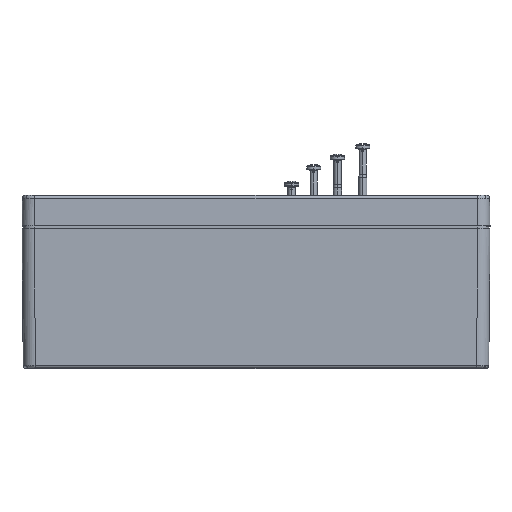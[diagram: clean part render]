
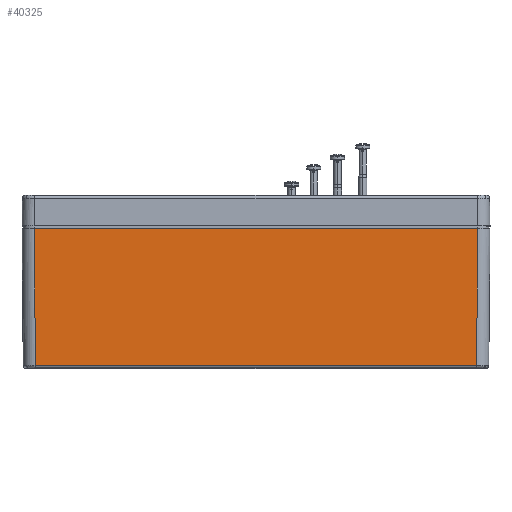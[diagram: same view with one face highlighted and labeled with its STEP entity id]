
A CAD part, top view. The second image highlights one B-rep face of the part: STEP entity #40325.
In plain terms, the highlighted planar face has unit normal (0, -0.008, 1).
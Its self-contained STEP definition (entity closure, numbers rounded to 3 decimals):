
#5984 = VERTEX_POINT ( 'NONE', #36441 ) ;
#12248 = CARTESIAN_POINT ( 'NONE',  ( 108.975, -3., 39.975 ) ) ;
#12249 = DIRECTION ( 'NONE',  ( 1., 0., 0. ) ) ;
#12250 = VECTOR ( 'NONE', #12249, 1000. ) ;
#12251 = CARTESIAN_POINT ( 'NONE',  ( -115., -3., 39.975 ) ) ;
#12260 = LINE ( 'NONE', #12251, #12250 ) ;
#12262 = CARTESIAN_POINT ( 'NONE',  ( -108.975, -3., 39.975 ) ) ;
#13499 = DIRECTION ( 'NONE',  ( 1., 0., 0. ) ) ;
#13500 = VECTOR ( 'NONE', #13499, 1000. ) ;
#13501 = CARTESIAN_POINT ( 'NONE',  ( -115., -70.013, 39.413 ) ) ;
#13502 = LINE ( 'NONE', #13501, #13500 ) ;
#13559 = CARTESIAN_POINT ( 'NONE',  ( 108.414, -70.013, 39.413 ) ) ;
#13675 = DIRECTION ( 'NONE',  ( 0., -1., -0.008 ) ) ;
#13677 = DIRECTION ( 'NONE',  ( 0., -0.008, 1. ) ) ;
#13678 = CARTESIAN_POINT ( 'NONE',  ( -115., 0., 40. ) ) ;
#13679 = AXIS2_PLACEMENT_3D ( 'NONE', #13678, #13677, #13675 ) ;
#13681 = PLANE ( 'NONE',  #13679 ) ;
#13686 = FACE_OUTER_BOUND ( 'NONE', #40326, .T. ) ;
#13771 = DIRECTION ( 'NONE',  ( 0.008, 1., 0.008 ) ) ;
#13772 = VECTOR ( 'NONE', #13771, 1000. ) ;
#13773 = CARTESIAN_POINT ( 'NONE',  ( 108.984, -1.876, 39.984 ) ) ;
#13774 = LINE ( 'NONE', #13773, #13772 ) ;
#13775 = DIRECTION ( 'NONE',  ( 0.008, -1., -0.008 ) ) ;
#13776 = VECTOR ( 'NONE', #13775, 1000. ) ;
#13777 = CARTESIAN_POINT ( 'NONE',  ( -109.001, 0.05, 40. ) ) ;
#13778 = LINE ( 'NONE', #13777, #13776 ) ;
#36441 = CARTESIAN_POINT ( 'NONE',  ( -108.414, -70.013, 39.413 ) ) ;
#40051 = VERTEX_POINT ( 'NONE', #12262 ) ;
#40053 = EDGE_CURVE ( 'NONE', #40051, #40054, #12260, .T. ) ;
#40054 = VERTEX_POINT ( 'NONE', #12248 ) ;
#40271 = EDGE_CURVE ( 'NONE', #5984, #40281, #13502, .T. ) ;
#40281 = VERTEX_POINT ( 'NONE', #13559 ) ;
#40325 = ADVANCED_FACE ( 'NONE', ( #13686 ), #13681, .T. ) ;
#40326 = EDGE_LOOP ( 'NONE', ( #40327, #40328, #40330, #40331 ) ) ;
#40327 = ORIENTED_EDGE ( 'NONE', *, *, #40053, .F. ) ;
#40328 = ORIENTED_EDGE ( 'NONE', *, *, #40329, .T. ) ;
#40329 = EDGE_CURVE ( 'NONE', #40051, #5984, #13778, .T. ) ;
#40330 = ORIENTED_EDGE ( 'NONE', *, *, #40271, .T. ) ;
#40331 = ORIENTED_EDGE ( 'NONE', *, *, #40332, .T. ) ;
#40332 = EDGE_CURVE ( 'NONE', #40281, #40054, #13774, .T. ) ;
